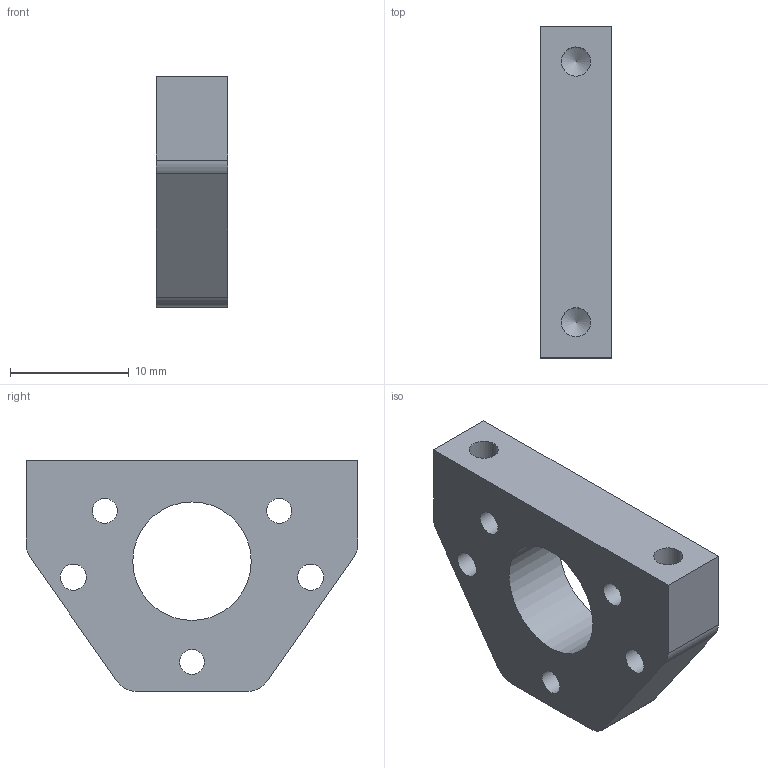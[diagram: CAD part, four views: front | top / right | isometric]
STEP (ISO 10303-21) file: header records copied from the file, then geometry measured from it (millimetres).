
FILE_DESCRIPTION(/* description */ (''),/* implementation_level */ '2;1');
FILE_NAME(/* name */ '25_Motorhalter.ipt.step',/* time_stamp */ '2020-01-21T16:40:54+01:00',/* author */ ('rYan'),/* organization */ (''),/* preprocessor_version */ 'ST-DEVELOPER v17.2',/* originating_system */ 'Autodesk Inventor 2019',/* authorisation */ '');
FILE_SCHEMA (('AUTOMOTIVE_DESIGN { 1 0 10303 214 3 1 1 }'));
Length unit declared in the file: millimetre
Products named in the file (1): Motorhalter
Bounding box: 6 x 28 x 19.5 mm (x, y, z)
Volume: 1951.7 mm3; surface area: 1757.5 mm2
Topology: 1 solids, 1 shells, 28 faces, 77 edges, 54 vertices
Faces by surface type: cylinder 15, plane 11, cone 2
Full cylindrical faces by diameter (mm): 2.1 x3, 2.2 x2, 2.459 x2, 4.2 x3, 10 x1
Entity records: 974 total; most frequent: DIRECTION 173, CARTESIAN_POINT 158, ORIENTED_EDGE 150, EDGE_CURVE 75, AXIS2_PLACEMENT_3D 69, VERTEX_POINT 54, EDGE_LOOP 45, CIRCLE 40
